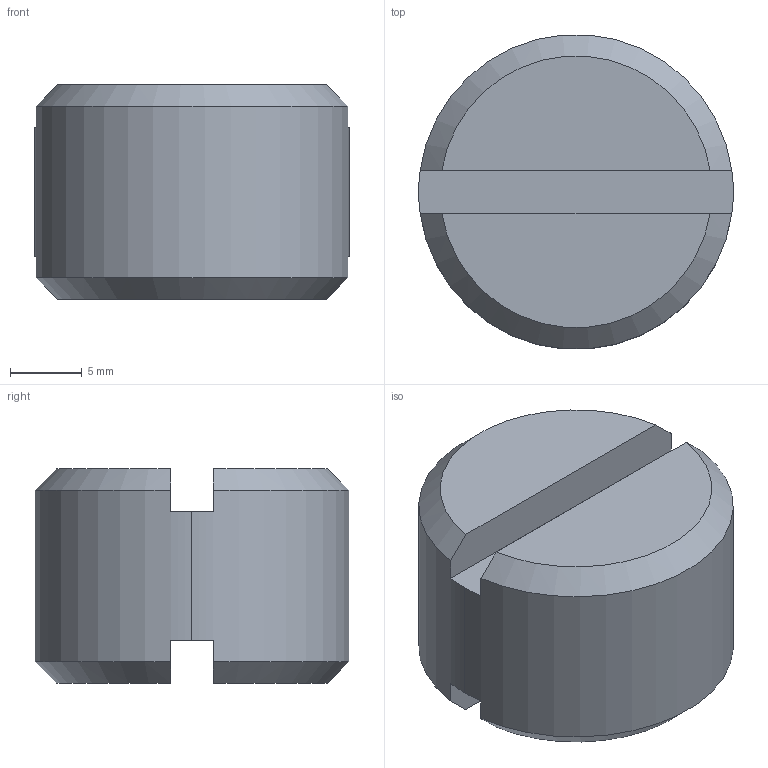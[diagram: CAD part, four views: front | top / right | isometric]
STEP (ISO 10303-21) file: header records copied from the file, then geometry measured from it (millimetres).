
FILE_DESCRIPTION (( 'STEP AP203' ), '1' );
FILE_NAME ('STP-202-006-20220-000(16092-15).STEP', '2022-07-22T00:27:50', ( '' ), ( '' ), 'SwSTEP 2.0', 'SolidWorks 2017', '' );
FILE_SCHEMA (( 'CONFIG_CONTROL_DESIGN' ));
Length unit declared in the file: millimetre
Products named in the file (1): STP-202-006-20220-000(16092-15)
Bounding box: 22 x 21.92 x 15 mm (x, y, z)
Volume: 5172.3 mm3; surface area: 1896.6 mm2
Topology: 1 solids, 1 shells, 16 faces, 42 edges, 28 vertices
Faces by surface type: plane 10, cone 4, cylinder 2
Entity records: 587 total; most frequent: CARTESIAN_POINT 111, DIRECTION 84, ORIENTED_EDGE 84, EDGE_CURVE 42, AXIS2_PLACEMENT_3D 33, VERTEX_POINT 28, LINE 18, VECTOR 18
